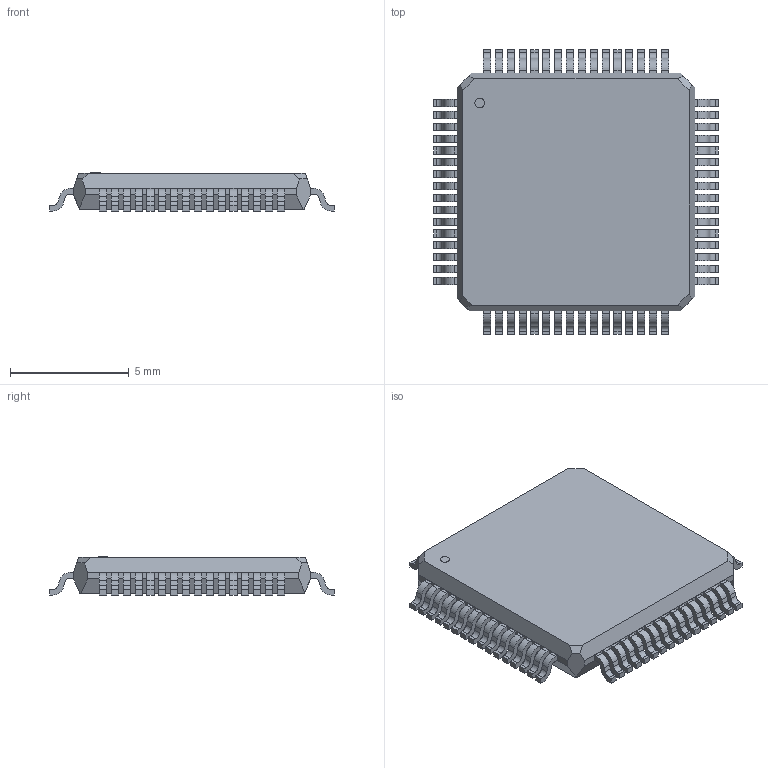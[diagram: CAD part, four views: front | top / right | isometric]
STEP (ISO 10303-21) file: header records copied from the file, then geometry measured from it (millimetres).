
FILE_DESCRIPTION (( 'STEP AP214' ), '1' );
FILE_NAME ('ST_STM32F446.STEP', '2022-05-15T18:55:18', ( '' ), ( '' ), 'SwSTEP 2.0', 'SolidWorks 2020', '' );
FILE_SCHEMA (( 'AUTOMOTIVE_DESIGN' ));
Length unit declared in the file: millimetre
Products named in the file (1): ST_STM32F446
Bounding box: 11.99 x 11.99 x 1.6 mm (x, y, z)
Volume: 154.6 mm3; surface area: 348.4 mm2
Topology: 66 solids, 66 shells, 922 faces, 2370 edges, 1580 vertices
Faces by surface type: plane 664, cylinder 258
Entity records: 29178 total; most frequent: CARTESIAN_POINT 6820, ORIENTED_EDGE 4740, DIRECTION 4083, EDGE_CURVE 2370, VERTEX_POINT 1580, AXIS2_PLACEMENT_3D 1439, VECTOR 1205, LINE 1205
